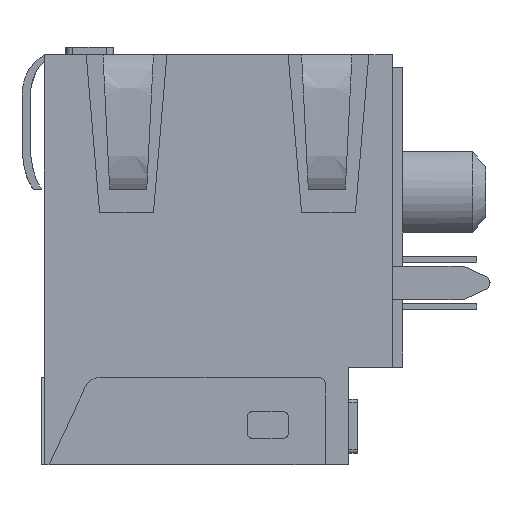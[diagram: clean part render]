
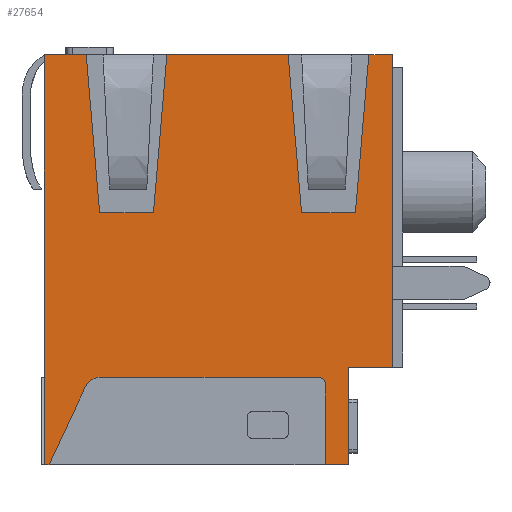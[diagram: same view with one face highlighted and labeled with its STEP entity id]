
A CAD part, left-side view. The second image highlights one B-rep face of the part: STEP entity #27654.
In plain terms, the highlighted planar face has unit normal (-1, 0, 0).
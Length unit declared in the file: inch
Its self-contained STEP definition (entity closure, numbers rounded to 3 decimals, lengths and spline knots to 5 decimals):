
#22=DIRECTION('',(0.,1.,0.));
#23=VECTOR('',#22,0.007);
#24=CARTESIAN_POINT('',(-0.637,0.265,-0.295));
#25=LINE('',#24,#23);
#30=DIRECTION('',(0.,1.,0.));
#31=VECTOR('',#30,0.035);
#32=CARTESIAN_POINT('',(-0.637,-0.18,-0.295));
#33=LINE('',#32,#31);
#1213=DIRECTION('',(0.,-1.,0.));
#1214=VECTOR('',#1213,0.035);
#1215=CARTESIAN_POINT('',(-0.637,-0.21,0.314));
#1216=LINE('',#1215,#1214);
#1245=DIRECTION('',(0.,-1.,0.));
#1246=VECTOR('',#1245,0.18);
#1247=CARTESIAN_POINT('',(-0.637,0.09,0.314));
#1248=LINE('',#1247,#1246);
#1277=DIRECTION('',(0.,-1.,0.));
#1278=VECTOR('',#1277,0.062);
#1279=CARTESIAN_POINT('',(-0.637,0.272,0.314));
#1280=LINE('',#1279,#1278);
#9525=DIRECTION('',(0.,1.,0.));
#9526=VECTOR('',#9525,0.065);
#9527=CARTESIAN_POINT('',(-0.637,-0.245,-0.15));
#9528=LINE('',#9527,#9526);
#9529=DIRECTION('',(0.,0.,1.));
#9530=VECTOR('',#9529,0.145);
#9531=CARTESIAN_POINT('',(-0.637,-0.18,-0.295));
#9532=LINE('',#9531,#9530);
#9533=DIRECTION('',(0.,0.,1.));
#9534=VECTOR('',#9533,0.12);
#9535=CARTESIAN_POINT('',(-0.637,-0.145,-0.295));
#9536=LINE('',#9535,#9534);
#9537=CARTESIAN_POINT('',(-0.637,-0.135,-0.175));
#9538=DIRECTION('',(1.,0.,0.));
#9539=DIRECTION('',(0.,0.,1.));
#9540=AXIS2_PLACEMENT_3D('',#9537,#9538,#9539);
#9542=DIRECTION('',(0.,-1.,0.));
#9543=VECTOR('',#9542,0.32345);
#9544=CARTESIAN_POINT('',(-0.637,0.18845,-0.165));
#9545=LINE('',#9544,#9543);
#9546=CARTESIAN_POINT('',(-0.637,0.18845,-0.19));
#9547=DIRECTION('',(1.,0.,0.));
#9548=DIRECTION('',(0.,0.906,0.423));
#9549=AXIS2_PLACEMENT_3D('',#9546,#9547,#9548);
#9551=DIRECTION('',(0.,-0.423,0.906));
#9552=VECTOR('',#9551,0.12751);
#9553=CARTESIAN_POINT('',(-0.637,0.265,-0.295));
#9554=LINE('',#9553,#9552);
#9555=DIRECTION('',(0.,0.,1.));
#9556=VECTOR('',#9555,0.609);
#9557=CARTESIAN_POINT('',(-0.637,0.272,-0.295));
#9558=LINE('',#9557,#9556);
#9559=DIRECTION('',(0.,0.085,0.996));
#9560=VECTOR('',#9559,0.23585);
#9561=CARTESIAN_POINT('',(-0.637,0.19,0.079));
#9562=LINE('',#9561,#9560);
#9563=DIRECTION('',(0.,1.,0.));
#9564=VECTOR('',#9563,0.08);
#9565=CARTESIAN_POINT('',(-0.637,0.11,0.079));
#9566=LINE('',#9565,#9564);
#9567=DIRECTION('',(0.,0.085,-0.996));
#9568=VECTOR('',#9567,0.23585);
#9569=CARTESIAN_POINT('',(-0.637,0.09,0.314));
#9570=LINE('',#9569,#9568);
#9571=DIRECTION('',(0.,-0.085,-0.996));
#9572=VECTOR('',#9571,0.23585);
#9573=CARTESIAN_POINT('',(-0.637,-0.09,0.314));
#9574=LINE('',#9573,#9572);
#9575=DIRECTION('',(0.,-1.,0.));
#9576=VECTOR('',#9575,0.08);
#9577=CARTESIAN_POINT('',(-0.637,-0.11,0.079));
#9578=LINE('',#9577,#9576);
#9579=DIRECTION('',(0.,-0.085,0.996));
#9580=VECTOR('',#9579,0.23585);
#9581=CARTESIAN_POINT('',(-0.637,-0.19,0.079));
#9582=LINE('',#9581,#9580);
#9583=DIRECTION('',(0.,0.,-1.));
#9584=VECTOR('',#9583,0.464);
#9585=CARTESIAN_POINT('',(-0.637,-0.245,0.314));
#9586=LINE('',#9585,#9584);
#11130=CARTESIAN_POINT('',(-0.637,-0.245,0.314));
#11132=VERTEX_POINT('',#11130);
#11160=CARTESIAN_POINT('',(-0.637,0.272,-0.295));
#11161=VERTEX_POINT('',#11160);
#11202=CARTESIAN_POINT('',(-0.637,0.09,0.314));
#11203=CARTESIAN_POINT('',(-0.637,0.11,0.079));
#11204=VERTEX_POINT('',#11202);
#11205=VERTEX_POINT('',#11203);
#11206=CARTESIAN_POINT('',(-0.637,0.19,0.079));
#11207=VERTEX_POINT('',#11206);
#11208=CARTESIAN_POINT('',(-0.637,0.21,0.314));
#11209=VERTEX_POINT('',#11208);
#11320=CARTESIAN_POINT('',(-0.637,-0.135,-0.165));
#11321=CARTESIAN_POINT('',(-0.637,-0.145,-0.175));
#11322=VERTEX_POINT('',#11320);
#11323=VERTEX_POINT('',#11321);
#11324=CARTESIAN_POINT('',(-0.637,-0.145,-0.295));
#11325=VERTEX_POINT('',#11324);
#11326=CARTESIAN_POINT('',(-0.637,0.265,-0.295));
#11327=CARTESIAN_POINT('',(-0.637,0.21111,-0.17943));
#11328=VERTEX_POINT('',#11326);
#11329=VERTEX_POINT('',#11327);
#11330=CARTESIAN_POINT('',(-0.637,0.18845,-0.165));
#11331=VERTEX_POINT('',#11330);
#11382=CARTESIAN_POINT('',(-0.637,-0.09,0.314));
#11383=CARTESIAN_POINT('',(-0.637,-0.11,0.079));
#11384=VERTEX_POINT('',#11382);
#11385=VERTEX_POINT('',#11383);
#11386=CARTESIAN_POINT('',(-0.637,-0.19,0.079));
#11387=VERTEX_POINT('',#11386);
#11388=CARTESIAN_POINT('',(-0.637,-0.21,0.314));
#11389=VERTEX_POINT('',#11388);
#11524=CARTESIAN_POINT('',(-0.637,-0.245,-0.15));
#11525=VERTEX_POINT('',#11524);
#11530=CARTESIAN_POINT('',(-0.637,-0.18,-0.15));
#11531=VERTEX_POINT('',#11530);
#11532=CARTESIAN_POINT('',(-0.637,-0.18,-0.295));
#11533=VERTEX_POINT('',#11532);
#11604=CARTESIAN_POINT('',(-0.637,0.272,0.314));
#11605=VERTEX_POINT('',#11604);
#27615=CARTESIAN_POINT('',(-0.637,-0.245,0.295));
#27616=DIRECTION('',(-1.,0.,0.));
#27617=DIRECTION('',(0.,1.,0.));
#27618=AXIS2_PLACEMENT_3D('',#27615,#27616,#27617);
#27619=PLANE('',#27618);
#27621=ORIENTED_EDGE('',*,*,#27620,.T.);
#27622=ORIENTED_EDGE('',*,*,#14562,.F.);
#27623=ORIENTED_EDGE('',*,*,#14549,.T.);
#27625=ORIENTED_EDGE('',*,*,#27624,.T.);
#27627=ORIENTED_EDGE('',*,*,#27626,.F.);
#27629=ORIENTED_EDGE('',*,*,#27628,.F.);
#27631=ORIENTED_EDGE('',*,*,#27630,.F.);
#27633=ORIENTED_EDGE('',*,*,#27632,.F.);
#27634=ORIENTED_EDGE('',*,*,#14541,.T.);
#27635=ORIENTED_EDGE('',*,*,#26906,.T.);
#27636=ORIENTED_EDGE('',*,*,#15265,.T.);
#27638=ORIENTED_EDGE('',*,*,#27637,.F.);
#27640=ORIENTED_EDGE('',*,*,#27639,.F.);
#27642=ORIENTED_EDGE('',*,*,#27641,.F.);
#27643=ORIENTED_EDGE('',*,*,#15249,.T.);
#27645=ORIENTED_EDGE('',*,*,#27644,.T.);
#27647=ORIENTED_EDGE('',*,*,#27646,.T.);
#27649=ORIENTED_EDGE('',*,*,#27648,.T.);
#27650=ORIENTED_EDGE('',*,*,#15233,.T.);
#27651=ORIENTED_EDGE('',*,*,#14719,.T.);
#27652=EDGE_LOOP('',(#27621,#27622,#27623,#27625,#27627,#27629,#27631,#27633,
#27634,#27635,#27636,#27638,#27640,#27642,#27643,#27645,#27647,#27649,#27650,
#27651));
#27653=FACE_OUTER_BOUND('',#27652,.F.);
#27654=ADVANCED_FACE('',(#27653),#27619,.T.);
#9541=CIRCLE('',#9540,0.01);
#9550=CIRCLE('',#9549,0.025);
#14541=EDGE_CURVE('',#11328,#11161,#25,.T.);
#14549=EDGE_CURVE('',#11533,#11325,#33,.T.);
#14562=EDGE_CURVE('',#11533,#11531,#9532,.T.);
#14719=EDGE_CURVE('',#11132,#11525,#9586,.T.);
#15233=EDGE_CURVE('',#11389,#11132,#1216,.T.);
#15249=EDGE_CURVE('',#11204,#11384,#1248,.T.);
#15265=EDGE_CURVE('',#11605,#11209,#1280,.T.);
#26906=EDGE_CURVE('',#11161,#11605,#9558,.T.);
#27620=EDGE_CURVE('',#11525,#11531,#9528,.T.);
#27624=EDGE_CURVE('',#11325,#11323,#9536,.T.);
#27626=EDGE_CURVE('',#11322,#11323,#9541,.T.);
#27628=EDGE_CURVE('',#11331,#11322,#9545,.T.);
#27630=EDGE_CURVE('',#11329,#11331,#9550,.T.);
#27632=EDGE_CURVE('',#11328,#11329,#9554,.T.);
#27637=EDGE_CURVE('',#11207,#11209,#9562,.T.);
#27639=EDGE_CURVE('',#11205,#11207,#9566,.T.);
#27641=EDGE_CURVE('',#11204,#11205,#9570,.T.);
#27644=EDGE_CURVE('',#11384,#11385,#9574,.T.);
#27646=EDGE_CURVE('',#11385,#11387,#9578,.T.);
#27648=EDGE_CURVE('',#11387,#11389,#9582,.T.);
